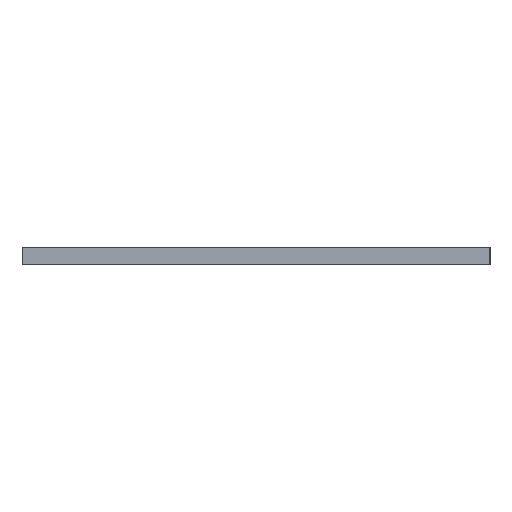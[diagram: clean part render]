
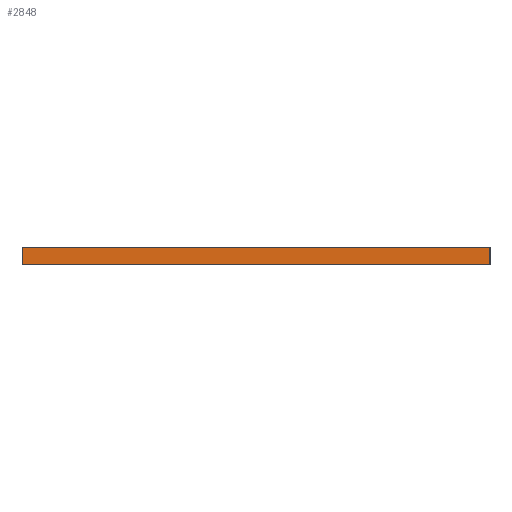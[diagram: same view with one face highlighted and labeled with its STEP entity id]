
A CAD part, left-side view. The second image highlights one B-rep face of the part: STEP entity #2848.
In plain terms, the highlighted planar face has unit normal (-1, 0, 0).
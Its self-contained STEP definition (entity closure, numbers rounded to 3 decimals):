
#55 = PLANE('',#56);
#56 = AXIS2_PLACEMENT_3D('',#57,#58,#59);
#57 = CARTESIAN_POINT('',(126.911,-83.414,0.));
#58 = DIRECTION('',(0.,1.,0.));
#59 = DIRECTION('',(1.,0.,0.));
#83 = PLANE('',#84);
#84 = AXIS2_PLACEMENT_3D('',#85,#86,#87);
#85 = CARTESIAN_POINT('',(148.613,-104.967,1.6));
#86 = DIRECTION('',(-0.,-0.,-1.));
#87 = DIRECTION('',(-1.,0.,0.));
#137 = PLANE('',#138);
#138 = AXIS2_PLACEMENT_3D('',#139,#140,#141);
#139 = CARTESIAN_POINT('',(148.613,-104.967,0.));
#140 = DIRECTION('',(-0.,-0.,-1.));
#141 = DIRECTION('',(-1.,0.,0.));
#152 = EDGE_CURVE('',#153,#155,#157,.T.);
#153 = VERTEX_POINT('',#154);
#154 = CARTESIAN_POINT('',(126.911,-83.414,0.));
#155 = VERTEX_POINT('',#156);
#156 = CARTESIAN_POINT('',(126.911,-83.414,1.6));
#157 = SURFACE_CURVE('',#158,(#162,#169),.PCURVE_S1.);
#158 = LINE('',#159,#160);
#159 = CARTESIAN_POINT('',(126.911,-83.414,0.));
#160 = VECTOR('',#161,1.);
#161 = DIRECTION('',(0.,0.,1.));
#162 = PCURVE('',#55,#163);
#163 = DEFINITIONAL_REPRESENTATION('',(#164),#168);
#164 = LINE('',#165,#166);
#165 = CARTESIAN_POINT('',(0.,0.));
#166 = VECTOR('',#167,1.);
#167 = DIRECTION('',(0.,-1.));
#168 = ( GEOMETRIC_REPRESENTATION_CONTEXT(2) 
PARAMETRIC_REPRESENTATION_CONTEXT() REPRESENTATION_CONTEXT('2D SPACE',''
  ) );
#169 = PCURVE('',#170,#175);
#170 = PLANE('',#171);
#171 = AXIS2_PLACEMENT_3D('',#172,#173,#174);
#172 = CARTESIAN_POINT('',(126.911,-126.594,0.));
#173 = DIRECTION('',(-1.,0.,0.));
#174 = DIRECTION('',(0.,1.,0.));
#175 = DEFINITIONAL_REPRESENTATION('',(#176),#180);
#176 = LINE('',#177,#178);
#177 = CARTESIAN_POINT('',(43.18,0.));
#178 = VECTOR('',#179,1.);
#179 = DIRECTION('',(0.,-1.));
#180 = ( GEOMETRIC_REPRESENTATION_CONTEXT(2) 
PARAMETRIC_REPRESENTATION_CONTEXT() REPRESENTATION_CONTEXT('2D SPACE',''
  ) );
#401 = VERTEX_POINT('',#402);
#402 = CARTESIAN_POINT('',(126.911,-126.594,0.));
#416 = PLANE('',#417);
#417 = AXIS2_PLACEMENT_3D('',#418,#419,#420);
#418 = CARTESIAN_POINT('',(170.091,-126.594,0.));
#419 = DIRECTION('',(0.,-1.,0.));
#420 = DIRECTION('',(-1.,0.,0.));
#428 = EDGE_CURVE('',#401,#153,#429,.T.);
#429 = SURFACE_CURVE('',#430,(#434,#441),.PCURVE_S1.);
#430 = LINE('',#431,#432);
#431 = CARTESIAN_POINT('',(126.911,-126.594,0.));
#432 = VECTOR('',#433,1.);
#433 = DIRECTION('',(0.,1.,0.));
#434 = PCURVE('',#137,#435);
#435 = DEFINITIONAL_REPRESENTATION('',(#436),#440);
#436 = LINE('',#437,#438);
#437 = CARTESIAN_POINT('',(21.702,-21.627));
#438 = VECTOR('',#439,1.);
#439 = DIRECTION('',(0.,1.));
#440 = ( GEOMETRIC_REPRESENTATION_CONTEXT(2) 
PARAMETRIC_REPRESENTATION_CONTEXT() REPRESENTATION_CONTEXT('2D SPACE',''
  ) );
#441 = PCURVE('',#170,#442);
#442 = DEFINITIONAL_REPRESENTATION('',(#443),#447);
#443 = LINE('',#444,#445);
#444 = CARTESIAN_POINT('',(0.,0.));
#445 = VECTOR('',#446,1.);
#446 = DIRECTION('',(1.,0.));
#447 = ( GEOMETRIC_REPRESENTATION_CONTEXT(2) 
PARAMETRIC_REPRESENTATION_CONTEXT() REPRESENTATION_CONTEXT('2D SPACE',''
  ) );
#1755 = VERTEX_POINT('',#1756);
#1756 = CARTESIAN_POINT('',(126.911,-126.594,1.6));
#1777 = EDGE_CURVE('',#1755,#155,#1778,.T.);
#1778 = SURFACE_CURVE('',#1779,(#1783,#1790),.PCURVE_S1.);
#1779 = LINE('',#1780,#1781);
#1780 = CARTESIAN_POINT('',(126.911,-126.594,1.6));
#1781 = VECTOR('',#1782,1.);
#1782 = DIRECTION('',(0.,1.,0.));
#1783 = PCURVE('',#83,#1784);
#1784 = DEFINITIONAL_REPRESENTATION('',(#1785),#1789);
#1785 = LINE('',#1786,#1787);
#1786 = CARTESIAN_POINT('',(21.702,-21.627));
#1787 = VECTOR('',#1788,1.);
#1788 = DIRECTION('',(0.,1.));
#1789 = ( GEOMETRIC_REPRESENTATION_CONTEXT(2) 
PARAMETRIC_REPRESENTATION_CONTEXT() REPRESENTATION_CONTEXT('2D SPACE',''
  ) );
#1790 = PCURVE('',#170,#1791);
#1791 = DEFINITIONAL_REPRESENTATION('',(#1792),#1796);
#1792 = LINE('',#1793,#1794);
#1793 = CARTESIAN_POINT('',(0.,-1.6));
#1794 = VECTOR('',#1795,1.);
#1795 = DIRECTION('',(1.,0.));
#1796 = ( GEOMETRIC_REPRESENTATION_CONTEXT(2) 
PARAMETRIC_REPRESENTATION_CONTEXT() REPRESENTATION_CONTEXT('2D SPACE',''
  ) );
#2848 = ADVANCED_FACE('',(#2849),#170,.T.);
#2849 = FACE_BOUND('',#2850,.T.);
#2850 = EDGE_LOOP('',(#2851,#2872,#2873,#2874));
#2851 = ORIENTED_EDGE('',*,*,#2852,.T.);
#2852 = EDGE_CURVE('',#401,#1755,#2853,.T.);
#2853 = SURFACE_CURVE('',#2854,(#2858,#2865),.PCURVE_S1.);
#2854 = LINE('',#2855,#2856);
#2855 = CARTESIAN_POINT('',(126.911,-126.594,0.));
#2856 = VECTOR('',#2857,1.);
#2857 = DIRECTION('',(0.,0.,1.));
#2858 = PCURVE('',#170,#2859);
#2859 = DEFINITIONAL_REPRESENTATION('',(#2860),#2864);
#2860 = LINE('',#2861,#2862);
#2861 = CARTESIAN_POINT('',(0.,0.));
#2862 = VECTOR('',#2863,1.);
#2863 = DIRECTION('',(0.,-1.));
#2864 = ( GEOMETRIC_REPRESENTATION_CONTEXT(2) 
PARAMETRIC_REPRESENTATION_CONTEXT() REPRESENTATION_CONTEXT('2D SPACE',''
  ) );
#2865 = PCURVE('',#416,#2866);
#2866 = DEFINITIONAL_REPRESENTATION('',(#2867),#2871);
#2867 = LINE('',#2868,#2869);
#2868 = CARTESIAN_POINT('',(43.18,0.));
#2869 = VECTOR('',#2870,1.);
#2870 = DIRECTION('',(0.,-1.));
#2871 = ( GEOMETRIC_REPRESENTATION_CONTEXT(2) 
PARAMETRIC_REPRESENTATION_CONTEXT() REPRESENTATION_CONTEXT('2D SPACE',''
  ) );
#2872 = ORIENTED_EDGE('',*,*,#1777,.T.);
#2873 = ORIENTED_EDGE('',*,*,#152,.F.);
#2874 = ORIENTED_EDGE('',*,*,#428,.F.);
